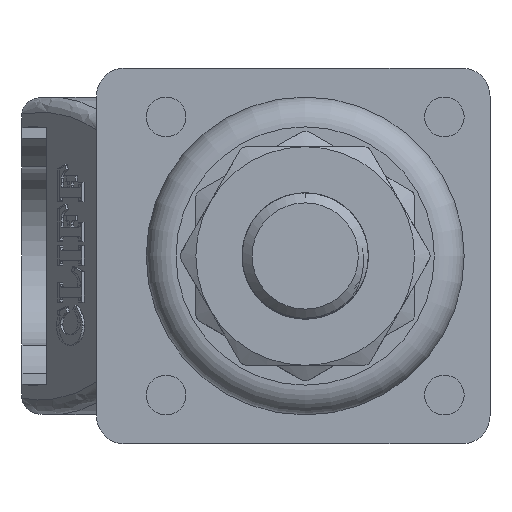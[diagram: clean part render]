
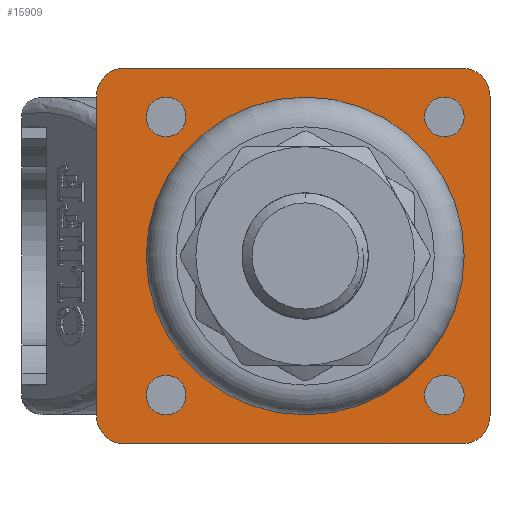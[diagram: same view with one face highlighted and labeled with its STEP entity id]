
A CAD part, front view. The second image highlights one B-rep face of the part: STEP entity #15909.
In plain terms, the highlighted planar face has unit normal (0, -1, 0).
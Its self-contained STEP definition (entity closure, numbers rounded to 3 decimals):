
#89=FACE_BOUND('',#2025,.T.);
#90=FACE_BOUND('',#2026,.T.);
#91=FACE_BOUND('',#2027,.T.);
#92=FACE_BOUND('',#2028,.T.);
#93=FACE_BOUND('',#2029,.T.);
#258=PLANE('',#16979);
#1188=FACE_OUTER_BOUND('',#2024,.T.);
#2024=EDGE_LOOP('',(#11933,#11934,#11935,#11936,#11937,#11938,#11939,#11940,
#11941,#11942));
#2025=EDGE_LOOP('',(#11943));
#2026=EDGE_LOOP('',(#11944));
#2027=EDGE_LOOP('',(#11945));
#2028=EDGE_LOOP('',(#11946));
#2029=EDGE_LOOP('',(#11947,#11948,#11949,#11950,#11951,#11952,#11953,#11954));
#2695=CIRCLE('',#16907,6.225);
#2696=CIRCLE('',#16909,6.225);
#2699=CIRCLE('',#16913,6.225);
#2700=CIRCLE('',#16915,6.225);
#2716=CIRCLE('',#16945,1.);
#2718=CIRCLE('',#16949,1.);
#2720=CIRCLE('',#16953,1.);
#2722=CIRCLE('',#16957,1.);
#2723=CIRCLE('',#16959,1.4);
#2727=CIRCLE('',#16967,1.4);
#2731=CIRCLE('',#16975,1.4);
#2734=CIRCLE('',#16980,1.4);
#3763=LINE('',#42257,#5125);
#3770=LINE('',#42302,#5132);
#3805=LINE('',#42523,#5167);
#3898=LINE('',#42960,#5260);
#3900=LINE('',#42963,#5262);
#3902=LINE('',#42966,#5264);
#3904=LINE('',#42969,#5266);
#3922=LINE('',#43055,#5284);
#3926=LINE('',#43071,#5288);
#3929=LINE('',#43086,#5291);
#5125=VECTOR('',#18836,10.);
#5132=VECTOR('',#18853,10.);
#5167=VECTOR('',#19004,10.);
#5260=VECTOR('',#19129,10.);
#5262=VECTOR('',#19133,10.);
#5264=VECTOR('',#19137,10.);
#5266=VECTOR('',#19141,10.);
#5284=VECTOR('',#19243,10.);
#5288=VECTOR('',#19263,10.);
#5291=VECTOR('',#19284,10.);
#6697=VERTEX_POINT('',#42250);
#6699=VERTEX_POINT('',#42254);
#6700=VERTEX_POINT('',#42256);
#6713=VERTEX_POINT('',#42291);
#6878=VERTEX_POINT('',#42916);
#6881=VERTEX_POINT('',#42921);
#6883=VERTEX_POINT('',#42926);
#6884=VERTEX_POINT('',#42928);
#6886=VERTEX_POINT('',#42934);
#6889=VERTEX_POINT('',#42939);
#6891=VERTEX_POINT('',#42944);
#6892=VERTEX_POINT('',#42946);
#6912=VERTEX_POINT('',#43019);
#6914=VERTEX_POINT('',#43026);
#6916=VERTEX_POINT('',#43033);
#6918=VERTEX_POINT('',#43040);
#6919=VERTEX_POINT('',#43044);
#6921=VERTEX_POINT('',#43052);
#6923=VERTEX_POINT('',#43060);
#6925=VERTEX_POINT('',#43068);
#6927=VERTEX_POINT('',#43076);
#6929=VERTEX_POINT('',#43084);
#8505=EDGE_CURVE('',#6700,#6699,#3763,.T.);
#8519=EDGE_CURVE('',#6697,#6713,#3770,.T.);
#8591=EDGE_CURVE('',#6713,#6700,#3805,.T.);
#8715=EDGE_CURVE('',#6878,#6881,#2695,.T.);
#8717=EDGE_CURVE('',#6884,#6883,#2696,.T.);
#8723=EDGE_CURVE('',#6886,#6889,#2699,.T.);
#8725=EDGE_CURVE('',#6892,#6891,#2700,.T.);
#8732=EDGE_CURVE('',#6881,#6892,#3898,.T.);
#8734=EDGE_CURVE('',#6889,#6884,#3900,.T.);
#8736=EDGE_CURVE('',#6891,#6886,#3902,.T.);
#8738=EDGE_CURVE('',#6883,#6878,#3904,.T.);
#8764=EDGE_CURVE('',#6912,#6912,#2716,.T.);
#8767=EDGE_CURVE('',#6914,#6914,#2718,.T.);
#8770=EDGE_CURVE('',#6916,#6916,#2720,.T.);
#8773=EDGE_CURVE('',#6918,#6918,#2722,.T.);
#8775=EDGE_CURVE('',#6919,#6699,#2723,.T.);
#8780=EDGE_CURVE('',#6919,#6921,#3922,.T.);
#8783=EDGE_CURVE('',#6923,#6921,#2727,.T.);
#8788=EDGE_CURVE('',#6923,#6925,#3926,.T.);
#8791=EDGE_CURVE('',#6927,#6925,#2731,.T.);
#8795=EDGE_CURVE('',#6697,#6929,#2734,.T.);
#8796=EDGE_CURVE('',#6927,#6929,#3929,.T.);
#11933=ORIENTED_EDGE('',*,*,#8795,.F.);
#11934=ORIENTED_EDGE('',*,*,#8519,.T.);
#11935=ORIENTED_EDGE('',*,*,#8591,.T.);
#11936=ORIENTED_EDGE('',*,*,#8505,.T.);
#11937=ORIENTED_EDGE('',*,*,#8775,.F.);
#11938=ORIENTED_EDGE('',*,*,#8780,.T.);
#11939=ORIENTED_EDGE('',*,*,#8783,.F.);
#11940=ORIENTED_EDGE('',*,*,#8788,.T.);
#11941=ORIENTED_EDGE('',*,*,#8791,.F.);
#11942=ORIENTED_EDGE('',*,*,#8796,.T.);
#11943=ORIENTED_EDGE('',*,*,#8773,.T.);
#11944=ORIENTED_EDGE('',*,*,#8770,.T.);
#11945=ORIENTED_EDGE('',*,*,#8767,.T.);
#11946=ORIENTED_EDGE('',*,*,#8764,.T.);
#11947=ORIENTED_EDGE('',*,*,#8715,.T.);
#11948=ORIENTED_EDGE('',*,*,#8732,.T.);
#11949=ORIENTED_EDGE('',*,*,#8725,.T.);
#11950=ORIENTED_EDGE('',*,*,#8736,.T.);
#11951=ORIENTED_EDGE('',*,*,#8723,.T.);
#11952=ORIENTED_EDGE('',*,*,#8734,.T.);
#11953=ORIENTED_EDGE('',*,*,#8717,.T.);
#11954=ORIENTED_EDGE('',*,*,#8738,.T.);
#15909=ADVANCED_FACE('',(#1188,#89,#90,#91,#92,#93),#258,.F.);
#16907=AXIS2_PLACEMENT_3D('',#42923,#19095,#19096);
#16909=AXIS2_PLACEMENT_3D('',#42929,#19100,#19101);
#16913=AXIS2_PLACEMENT_3D('',#42941,#19111,#19112);
#16915=AXIS2_PLACEMENT_3D('',#42947,#19116,#19117);
#16945=AXIS2_PLACEMENT_3D('',#43020,#19199,#19200);
#16949=AXIS2_PLACEMENT_3D('',#43027,#19208,#19209);
#16953=AXIS2_PLACEMENT_3D('',#43034,#19217,#19218);
#16957=AXIS2_PLACEMENT_3D('',#43041,#19226,#19227);
#16959=AXIS2_PLACEMENT_3D('',#43045,#19231,#19232);
#16967=AXIS2_PLACEMENT_3D('',#43061,#19251,#19252);
#16975=AXIS2_PLACEMENT_3D('',#43077,#19271,#19272);
#16979=AXIS2_PLACEMENT_3D('',#43083,#19280,#19281);
#16980=AXIS2_PLACEMENT_3D('',#43085,#19282,#19283);
#18836=DIRECTION('',(0.,0.,-1.));
#18853=DIRECTION('',(0.,0.,-1.));
#19004=DIRECTION('',(0.,0.,-1.));
#19095=DIRECTION('center_axis',(0.,1.,0.));
#19096=DIRECTION('ref_axis',(0.,0.,1.));
#19100=DIRECTION('center_axis',(0.,1.,0.));
#19101=DIRECTION('ref_axis',(0.,0.,1.));
#19111=DIRECTION('center_axis',(0.,1.,0.));
#19112=DIRECTION('ref_axis',(0.,0.,1.));
#19116=DIRECTION('center_axis',(0.,1.,0.));
#19117=DIRECTION('ref_axis',(0.,0.,1.));
#19129=DIRECTION('',(0.,0.,1.));
#19133=DIRECTION('',(0.,0.,-1.));
#19137=DIRECTION('',(1.,0.,0.));
#19141=DIRECTION('',(-1.,0.,0.));
#19199=DIRECTION('center_axis',(0.,1.,0.));
#19200=DIRECTION('ref_axis',(0.,0.,1.));
#19208=DIRECTION('center_axis',(0.,1.,0.));
#19209=DIRECTION('ref_axis',(0.,0.,1.));
#19217=DIRECTION('center_axis',(0.,1.,0.));
#19218=DIRECTION('ref_axis',(0.,0.,1.));
#19226=DIRECTION('center_axis',(0.,1.,0.));
#19227=DIRECTION('ref_axis',(0.,0.,1.));
#19231=DIRECTION('center_axis',(0.,1.,0.));
#19232=DIRECTION('ref_axis',(-0.707,0.,-0.707));
#19243=DIRECTION('',(1.,0.,0.));
#19251=DIRECTION('center_axis',(0.,1.,0.));
#19252=DIRECTION('ref_axis',(0.707,0.,-0.707));
#19263=DIRECTION('',(0.,0.,1.));
#19271=DIRECTION('center_axis',(0.,1.,0.));
#19272=DIRECTION('ref_axis',(0.707,0.,0.707));
#19280=DIRECTION('center_axis',(0.,1.,0.));
#19281=DIRECTION('ref_axis',(0.,0.,1.));
#19282=DIRECTION('center_axis',(0.,1.,0.));
#19283=DIRECTION('ref_axis',(-0.707,0.,0.707));
#19284=DIRECTION('',(-1.,0.,0.));
#42250=CARTESIAN_POINT('',(-10.5,0.,8.05));
#42254=CARTESIAN_POINT('',(-10.5,0.,-8.05));
#42256=CARTESIAN_POINT('',(-10.5,0.,-6.331));
#42257=CARTESIAN_POINT('',(-10.5,0.,9.45));
#42291=CARTESIAN_POINT('',(-10.5,0.,6.331));
#42302=CARTESIAN_POINT('',(-10.5,0.,0.));
#42523=CARTESIAN_POINT('',(-10.5,0.,0.));
#42916=CARTESIAN_POINT('',(-3.224,0.,-5.325));
#42921=CARTESIAN_POINT('',(-5.325,0.,-3.224));
#42923=CARTESIAN_POINT('Origin',(0.,0.,0.));
#42926=CARTESIAN_POINT('',(3.224,0.,-5.325));
#42928=CARTESIAN_POINT('',(5.325,0.,-3.224));
#42929=CARTESIAN_POINT('Origin',(0.,0.,0.));
#42934=CARTESIAN_POINT('',(3.224,0.,5.325));
#42939=CARTESIAN_POINT('',(5.325,0.,3.224));
#42941=CARTESIAN_POINT('Origin',(0.,0.,0.));
#42944=CARTESIAN_POINT('',(-3.224,0.,5.325));
#42946=CARTESIAN_POINT('',(-5.325,0.,3.224));
#42947=CARTESIAN_POINT('Origin',(0.,0.,0.));
#42960=CARTESIAN_POINT('',(-5.325,0.,-3.224));
#42963=CARTESIAN_POINT('',(5.325,0.,3.224));
#42966=CARTESIAN_POINT('',(-3.224,0.,5.325));
#42969=CARTESIAN_POINT('',(3.224,0.,-5.325));
#43019=CARTESIAN_POINT('',(-7.,0.,-8.));
#43020=CARTESIAN_POINT('Origin',(-7.,0.,-7.));
#43026=CARTESIAN_POINT('',(7.,0.,-8.));
#43027=CARTESIAN_POINT('Origin',(7.,0.,-7.));
#43033=CARTESIAN_POINT('',(-7.,0.,6.));
#43034=CARTESIAN_POINT('Origin',(-7.,0.,7.));
#43040=CARTESIAN_POINT('',(7.,0.,6.));
#43041=CARTESIAN_POINT('Origin',(7.,0.,7.));
#43044=CARTESIAN_POINT('',(-9.1,0.,-9.45));
#43045=CARTESIAN_POINT('Origin',(-9.1,0.,-8.05));
#43052=CARTESIAN_POINT('',(7.9,0.,-9.45));
#43055=CARTESIAN_POINT('',(-10.5,0.,-9.45));
#43060=CARTESIAN_POINT('',(9.3,0.,-8.05));
#43061=CARTESIAN_POINT('Origin',(7.9,0.,-8.05));
#43068=CARTESIAN_POINT('',(9.3,0.,8.05));
#43071=CARTESIAN_POINT('',(9.3,0.,-9.45));
#43076=CARTESIAN_POINT('',(7.9,0.,9.45));
#43077=CARTESIAN_POINT('Origin',(7.9,0.,8.05));
#43083=CARTESIAN_POINT('Origin',(-0.6,0.,0.));
#43084=CARTESIAN_POINT('',(-9.1,0.,9.45));
#43085=CARTESIAN_POINT('Origin',(-9.1,0.,8.05));
#43086=CARTESIAN_POINT('',(9.3,0.,9.45));
